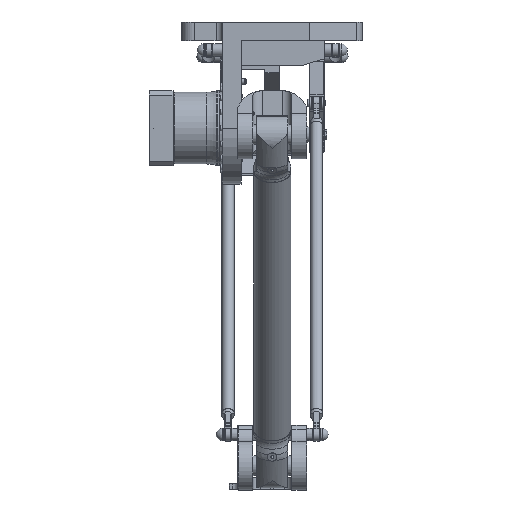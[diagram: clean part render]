
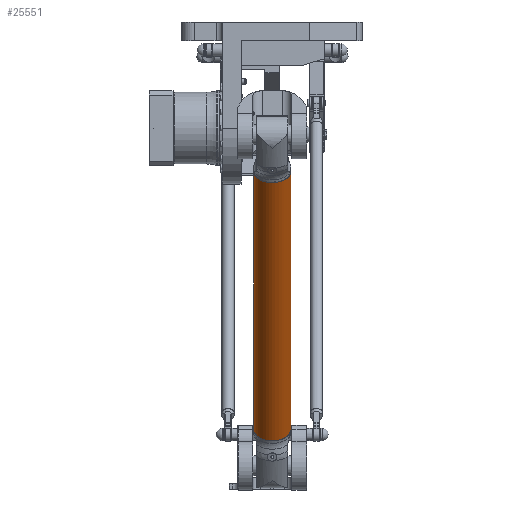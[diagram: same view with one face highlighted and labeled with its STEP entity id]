
A CAD part, front view. The second image highlights one B-rep face of the part: STEP entity #25551.
In plain terms, the highlighted cylindrical face has radius 30 mm (diameter 60 mm), a full revolution.
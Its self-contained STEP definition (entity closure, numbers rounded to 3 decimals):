
#928=FACE_BOUND('',#6701,.T.);
#2697=CIRCLE('',#28084,30.);
#2704=CIRCLE('',#28096,30.);
#3581=CYLINDRICAL_SURFACE('',#28097,30.);
#4679=FACE_OUTER_BOUND('',#6700,.T.);
#6700=EDGE_LOOP('',(#20941));
#6701=EDGE_LOOP('',(#20942));
#12771=VERTEX_POINT('',#45969);
#12778=VERTEX_POINT('',#45988);
#15633=EDGE_CURVE('',#12771,#12771,#2697,.T.);
#15640=EDGE_CURVE('',#12778,#12778,#2704,.T.);
#20941=ORIENTED_EDGE('',*,*,#15640,.T.);
#20942=ORIENTED_EDGE('',*,*,#15633,.T.);
#25551=ADVANCED_FACE('',(#4679,#928),#3581,.T.);
#28084=AXIS2_PLACEMENT_3D('',#45970,#33770,#33771);
#28096=AXIS2_PLACEMENT_3D('',#45989,#33794,#33795);
#28097=AXIS2_PLACEMENT_3D('',#45990,#33796,#33797);
#33770=DIRECTION('center_axis',(-1.,0.,0.));
#33771=DIRECTION('ref_axis',(0.,0.,1.));
#33794=DIRECTION('center_axis',(1.,0.,0.));
#33795=DIRECTION('ref_axis',(0.,0.,1.));
#33796=DIRECTION('center_axis',(-1.,0.,0.));
#33797=DIRECTION('ref_axis',(0.,0.,1.));
#45969=CARTESIAN_POINT('',(60.,0.,-30.));
#45970=CARTESIAN_POINT('Origin',(60.,0.,0.));
#45988=CARTESIAN_POINT('',(-470.,0.,-30.));
#45989=CARTESIAN_POINT('Origin',(-470.,0.,0.));
#45990=CARTESIAN_POINT('Origin',(65.,0.,0.));
